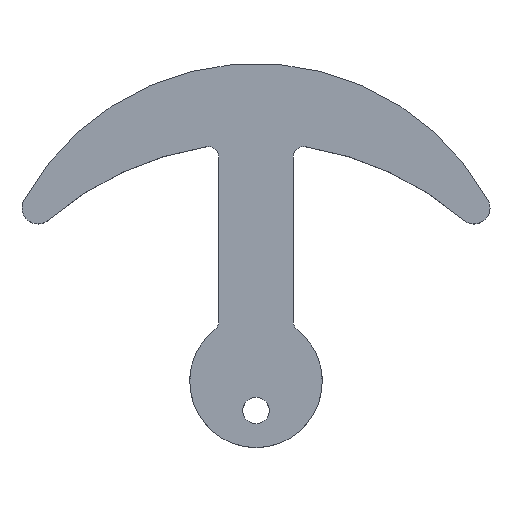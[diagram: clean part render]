
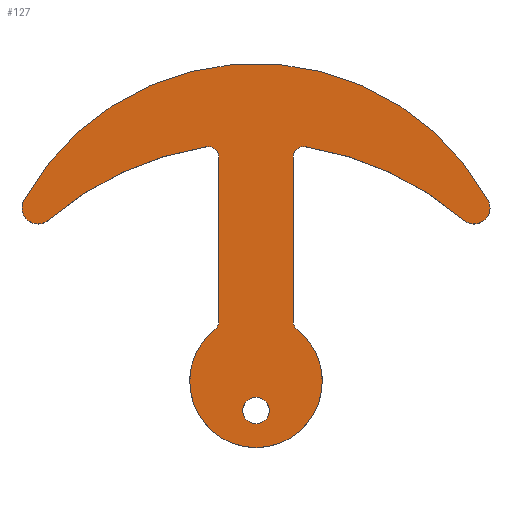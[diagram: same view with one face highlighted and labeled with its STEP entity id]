
A CAD part, top view. The second image highlights one B-rep face of the part: STEP entity #127.
In plain terms, the highlighted planar face has unit normal (0, 0, 1).
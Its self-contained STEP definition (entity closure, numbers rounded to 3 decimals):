
#5 = CARTESIAN_POINT ( 'NONE',  ( -9.31, 44.273, 10. ) ) ;
#8 = ORIENTED_EDGE ( 'NONE', *, *, #394, .T. ) ;
#11 = EDGE_CURVE ( 'NONE', #701, #441, #535, .T. ) ;
#12 = CARTESIAN_POINT ( 'NONE',  ( 41.155, 32.7, 10. ) ) ;
#14 = CARTESIAN_POINT ( 'NONE',  ( 0., 0., 10. ) ) ;
#27 = CIRCLE ( 'NONE', #673, 60. ) ;
#30 = DIRECTION ( 'NONE',  ( 0., 0., 1. ) ) ;
#32 = AXIS2_PLACEMENT_3D ( 'NONE', #890, #199, #631 ) ;
#40 = EDGE_LOOP ( 'NONE', ( #869, #512 ) ) ;
#43 = CIRCLE ( 'NONE', #773, 50. ) ;
#47 = DIRECTION ( 'NONE',  ( 0., 0., -1. ) ) ;
#63 = VERTEX_POINT ( 'NONE', #459 ) ;
#73 = CARTESIAN_POINT ( 'NONE',  ( 41.155, 32.7, 10. ) ) ;
#74 = CARTESIAN_POINT ( 'NONE',  ( 0., -5.5, 10. ) ) ;
#80 = CARTESIAN_POINT ( 'NONE',  ( -41.155, 32.7, 10. ) ) ;
#84 = DIRECTION ( 'NONE',  ( 1., 0., 0. ) ) ;
#89 = DIRECTION ( 'NONE',  ( 1., 0., 0. ) ) ;
#93 = CIRCLE ( 'NONE', #733, 3. ) ;
#99 = DIRECTION ( 'NONE',  ( 1., 0., 0. ) ) ;
#100 = VECTOR ( 'NONE', #145, 1000. ) ;
#101 = CARTESIAN_POINT ( 'NONE',  ( 0., -5.5, 10. ) ) ;
#115 = CARTESIAN_POINT ( 'NONE',  ( -43.782, 34.149, 10. ) ) ;
#118 = CARTESIAN_POINT ( 'NONE',  ( -9., 42.297, 10. ) ) ;
#127 = ADVANCED_FACE ( 'NONE', ( #222, #242 ), #193, .T. ) ;
#130 = VERTEX_POINT ( 'NONE', #584 ) ;
#138 = CARTESIAN_POINT ( 'NONE',  ( 0., 10., 10. ) ) ;
#145 = DIRECTION ( 'NONE',  ( 0., 1., 0. ) ) ;
#150 = EDGE_CURVE ( 'NONE', #604, #862, #425, .T. ) ;
#161 = DIRECTION ( 'NONE',  ( 1., 0., 0. ) ) ;
#164 = EDGE_CURVE ( 'NONE', #460, #604, #27, .T. ) ;
#165 = VERTEX_POINT ( 'NONE', #471 ) ;
#174 = EDGE_CURVE ( 'NONE', #240, #321, #575, .T. ) ;
#179 = ORIENTED_EDGE ( 'NONE', *, *, #174, .T. ) ;
#181 = AXIS2_PLACEMENT_3D ( 'NONE', #80, #346, #84 ) ;
#186 = CARTESIAN_POINT ( 'NONE',  ( 0., -15., 10. ) ) ;
#191 = ORIENTED_EDGE ( 'NONE', *, *, #164, .T. ) ;
#193 = PLANE ( 'NONE',  #848 ) ;
#196 = ORIENTED_EDGE ( 'NONE', *, *, #210, .T. ) ;
#199 = DIRECTION ( 'NONE',  ( 0., 0., -1. ) ) ;
#206 = DIRECTION ( 'NONE',  ( 1., 0., 0. ) ) ;
#210 = EDGE_CURVE ( 'NONE', #270, #849, #770, .T. ) ;
#221 = CARTESIAN_POINT ( 'NONE',  ( 7., 42.297, 10. ) ) ;
#222 = FACE_BOUND ( 'NONE', #40, .T. ) ;
#240 = VERTEX_POINT ( 'NONE', #759 ) ;
#242 = FACE_OUTER_BOUND ( 'NONE', #494, .T. ) ;
#244 = DIRECTION ( 'NONE',  ( 0., 0., 1. ) ) ;
#246 = AXIS2_PLACEMENT_3D ( 'NONE', #12, #820, #438 ) ;
#250 = DIRECTION ( 'NONE',  ( 0., 0., 1. ) ) ;
#253 = EDGE_CURVE ( 'NONE', #321, #850, #523, .T. ) ;
#258 = ORIENTED_EDGE ( 'NONE', *, *, #839, .T. ) ;
#265 = EDGE_CURVE ( 'NONE', #678, #270, #552, .T. ) ;
#270 = VERTEX_POINT ( 'NONE', #352 ) ;
#276 = CARTESIAN_POINT ( 'NONE',  ( 7., 44.59, 10. ) ) ;
#281 = ORIENTED_EDGE ( 'NONE', *, *, #383, .T. ) ;
#294 = CIRCLE ( 'NONE', #716, 2. ) ;
#295 = DIRECTION ( 'NONE',  ( 0., 0., 1. ) ) ;
#298 = ORIENTED_EDGE ( 'NONE', *, *, #417, .T. ) ;
#307 = DIRECTION ( 'NONE',  ( 1., 0., 0. ) ) ;
#310 = CARTESIAN_POINT ( 'NONE',  ( -7., 44.59, 10. ) ) ;
#321 = VERTEX_POINT ( 'NONE', #476 ) ;
#330 = ORIENTED_EDGE ( 'NONE', *, *, #253, .T. ) ;
#332 = CARTESIAN_POINT ( 'NONE',  ( -7., 42.297, 10. ) ) ;
#338 = CARTESIAN_POINT ( 'NONE',  ( -9., 11.369, 10. ) ) ;
#346 = DIRECTION ( 'NONE',  ( 0., 0., 1. ) ) ;
#352 = CARTESIAN_POINT ( 'NONE',  ( 7.759, 9.801, 10. ) ) ;
#383 = EDGE_CURVE ( 'NONE', #862, #165, #546, .T. ) ;
#384 = VERTEX_POINT ( 'NONE', #699 ) ;
#394 = EDGE_CURVE ( 'NONE', #723, #460, #638, .T. ) ;
#399 = DIRECTION ( 'NONE',  ( 1., 0., 0. ) ) ;
#402 = CARTESIAN_POINT ( 'NONE',  ( 0., -15., 10. ) ) ;
#404 = ORIENTED_EDGE ( 'NONE', *, *, #150, .T. ) ;
#417 = EDGE_CURVE ( 'NONE', #165, #130, #294, .T. ) ;
#425 = CIRCLE ( 'NONE', #720, 2. ) ;
#427 = CARTESIAN_POINT ( 'NONE',  ( 7., 11.369, 10. ) ) ;
#428 = DIRECTION ( 'NONE',  ( 1., 0., 0. ) ) ;
#430 = ORIENTED_EDGE ( 'NONE', *, *, #844, .T. ) ;
#431 = DIRECTION ( 'NONE',  ( 1., 0., 0. ) ) ;
#435 = ORIENTED_EDGE ( 'NONE', *, *, #870, .T. ) ;
#438 = DIRECTION ( 'NONE',  ( 1., 0., 0. ) ) ;
#441 = VERTEX_POINT ( 'NONE', #707 ) ;
#449 = ORIENTED_EDGE ( 'NONE', *, *, #710, .T. ) ;
#459 = CARTESIAN_POINT ( 'NONE',  ( 43.782, 34.149, 10. ) ) ;
#460 = VERTEX_POINT ( 'NONE', #842 ) ;
#468 = ORIENTED_EDGE ( 'NONE', *, *, #663, .T. ) ;
#471 = CARTESIAN_POINT ( 'NONE',  ( -7., 11.369, 10. ) ) ;
#476 = CARTESIAN_POINT ( 'NONE',  ( 39.195, 30.429, 10. ) ) ;
#477 = EDGE_CURVE ( 'NONE', #849, #531, #495, .T. ) ;
#480 = ORIENTED_EDGE ( 'NONE', *, *, #265, .T. ) ;
#490 = CARTESIAN_POINT ( 'NONE',  ( 0., 0., 10. ) ) ;
#494 = EDGE_LOOP ( 'NONE', ( #449, #8, #191, #404, #281, #298, #435, #430, #480, #196, #795, #258, #179, #330, #468 ) ) ;
#495 = LINE ( 'NONE', #276, #100 ) ;
#499 = AXIS2_PLACEMENT_3D ( 'NONE', #545, #250, #524 ) ;
#512 = ORIENTED_EDGE ( 'NONE', *, *, #647, .F. ) ;
#523 = CIRCLE ( 'NONE', #246, 3. ) ;
#524 = DIRECTION ( 'NONE',  ( 1., 0., 0. ) ) ;
#531 = VERTEX_POINT ( 'NONE', #221 ) ;
#535 = CIRCLE ( 'NONE', #585, 2.5 ) ;
#537 = AXIS2_PLACEMENT_3D ( 'NONE', #14, #295, #555 ) ;
#545 = CARTESIAN_POINT ( 'NONE',  ( 0., 0., 10. ) ) ;
#546 = LINE ( 'NONE', #310, #868 ) ;
#552 = CIRCLE ( 'NONE', #537, 12.5 ) ;
#555 = DIRECTION ( 'NONE',  ( 1., 0., 0. ) ) ;
#575 = CIRCLE ( 'NONE', #690, 60. ) ;
#578 = CIRCLE ( 'NONE', #499, 12.5 ) ;
#582 = DIRECTION ( 'NONE',  ( 0., 0., -1. ) ) ;
#584 = CARTESIAN_POINT ( 'NONE',  ( -7.759, 9.801, 10. ) ) ;
#585 = AXIS2_PLACEMENT_3D ( 'NONE', #74, #244, #661 ) ;
#589 = DIRECTION ( 'NONE',  ( 0., 0., 1. ) ) ;
#593 = CARTESIAN_POINT ( 'NONE',  ( 9., 11.369, 10. ) ) ;
#604 = VERTEX_POINT ( 'NONE', #5 ) ;
#627 = AXIS2_PLACEMENT_3D ( 'NONE', #101, #30, #818 ) ;
#631 = DIRECTION ( 'NONE',  ( 1., 0., 0. ) ) ;
#638 = CIRCLE ( 'NONE', #181, 3. ) ;
#647 = EDGE_CURVE ( 'NONE', #441, #701, #740, .T. ) ;
#661 = DIRECTION ( 'NONE',  ( 1., 0., 0. ) ) ;
#663 = EDGE_CURVE ( 'NONE', #850, #63, #93, .T. ) ;
#669 = DIRECTION ( 'NONE',  ( 0., 0., 1. ) ) ;
#673 = AXIS2_PLACEMENT_3D ( 'NONE', #402, #774, #206 ) ;
#678 = VERTEX_POINT ( 'NONE', #827 ) ;
#688 = CIRCLE ( 'NONE', #769, 12.5 ) ;
#689 = DIRECTION ( 'NONE',  ( 0., 0., 1. ) ) ;
#690 = AXIS2_PLACEMENT_3D ( 'NONE', #725, #812, #399 ) ;
#699 = CARTESIAN_POINT ( 'NONE',  ( -12.5, 0., 10. ) ) ;
#701 = VERTEX_POINT ( 'NONE', #854 ) ;
#707 = CARTESIAN_POINT ( 'NONE',  ( -2.5, -5.5, 10. ) ) ;
#710 = EDGE_CURVE ( 'NONE', #63, #723, #43, .T. ) ;
#711 = DIRECTION ( 'NONE',  ( 0., 0., 1. ) ) ;
#716 = AXIS2_PLACEMENT_3D ( 'NONE', #338, #761, #431 ) ;
#720 = AXIS2_PLACEMENT_3D ( 'NONE', #118, #582, #428 ) ;
#723 = VERTEX_POINT ( 'NONE', #115 ) ;
#725 = CARTESIAN_POINT ( 'NONE',  ( 0., -15., 10. ) ) ;
#733 = AXIS2_PLACEMENT_3D ( 'NONE', #73, #669, #894 ) ;
#740 = CIRCLE ( 'NONE', #627, 2.5 ) ;
#759 = CARTESIAN_POINT ( 'NONE',  ( 9.31, 44.273, 10. ) ) ;
#761 = DIRECTION ( 'NONE',  ( 0., 0., -1. ) ) ;
#769 = AXIS2_PLACEMENT_3D ( 'NONE', #490, #711, #161 ) ;
#770 = CIRCLE ( 'NONE', #813, 2. ) ;
#773 = AXIS2_PLACEMENT_3D ( 'NONE', #138, #589, #99 ) ;
#774 = DIRECTION ( 'NONE',  ( 0., 0., -1. ) ) ;
#776 = CARTESIAN_POINT ( 'NONE',  ( 44.155, 32.7, 10. ) ) ;
#795 = ORIENTED_EDGE ( 'NONE', *, *, #477, .T. ) ;
#804 = CIRCLE ( 'NONE', #32, 2. ) ;
#812 = DIRECTION ( 'NONE',  ( 0., 0., -1. ) ) ;
#813 = AXIS2_PLACEMENT_3D ( 'NONE', #593, #47, #307 ) ;
#818 = DIRECTION ( 'NONE',  ( 1., 0., 0. ) ) ;
#820 = DIRECTION ( 'NONE',  ( 0., 0., 1. ) ) ;
#827 = CARTESIAN_POINT ( 'NONE',  ( 12.5, 0., 10. ) ) ;
#839 = EDGE_CURVE ( 'NONE', #531, #240, #804, .T. ) ;
#842 = CARTESIAN_POINT ( 'NONE',  ( -39.195, 30.429, 10. ) ) ;
#844 = EDGE_CURVE ( 'NONE', #384, #678, #578, .T. ) ;
#848 = AXIS2_PLACEMENT_3D ( 'NONE', #186, #689, #89 ) ;
#849 = VERTEX_POINT ( 'NONE', #427 ) ;
#850 = VERTEX_POINT ( 'NONE', #776 ) ;
#854 = CARTESIAN_POINT ( 'NONE',  ( 2.5, -5.5, 10. ) ) ;
#862 = VERTEX_POINT ( 'NONE', #332 ) ;
#868 = VECTOR ( 'NONE', #903, 1000. ) ;
#869 = ORIENTED_EDGE ( 'NONE', *, *, #11, .F. ) ;
#870 = EDGE_CURVE ( 'NONE', #130, #384, #688, .T. ) ;
#890 = CARTESIAN_POINT ( 'NONE',  ( 9., 42.297, 10. ) ) ;
#894 = DIRECTION ( 'NONE',  ( 1., 0., 0. ) ) ;
#903 = DIRECTION ( 'NONE',  ( 0., -1., 0. ) ) ;
